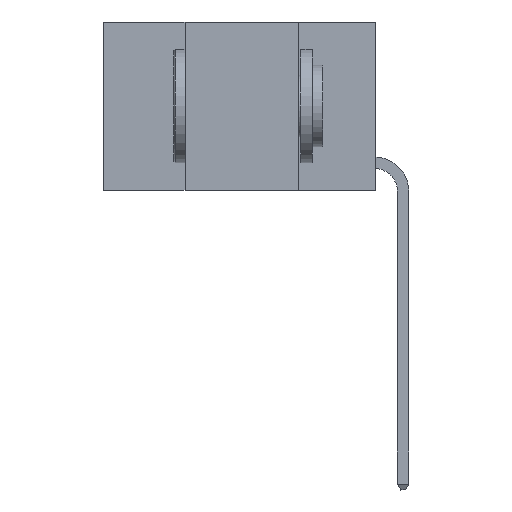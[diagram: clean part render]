
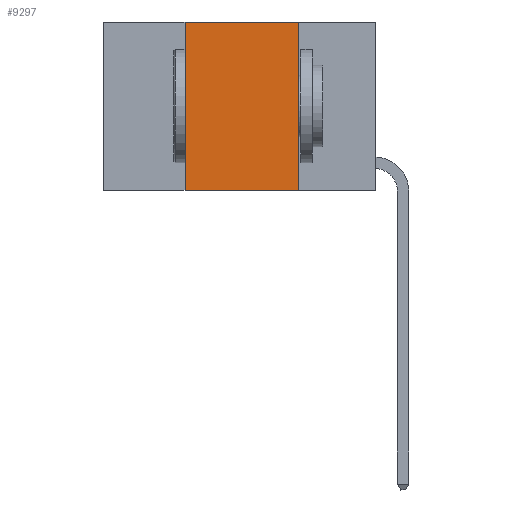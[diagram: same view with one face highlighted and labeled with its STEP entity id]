
A CAD part, left-side view. The second image highlights one B-rep face of the part: STEP entity #9297.
In plain terms, the highlighted planar face has unit normal (-1, 0, 0).
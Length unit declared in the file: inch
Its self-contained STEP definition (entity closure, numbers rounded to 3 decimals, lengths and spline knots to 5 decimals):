
#200 = EDGE_CURVE ( 'NONE', #3018, #9350, #2903, .T. ) ;
#639 = CARTESIAN_POINT ( 'NONE',  ( 0., 0.6, 0. ) ) ;
#1286 = VERTEX_POINT ( 'NONE', #2669 ) ;
#1321 = VECTOR ( 'NONE', #9218, 39.37008 ) ;
#2156 = PLANE ( 'NONE',  #4547 ) ;
#2471 = LINE ( 'NONE', #639, #3917 ) ;
#2520 = CARTESIAN_POINT ( 'NONE',  ( 0., 0.17, 0. ) ) ;
#2669 = CARTESIAN_POINT ( 'NONE',  ( 0., 0.42, 0. ) ) ;
#2903 = LINE ( 'NONE', #6490, #4744 ) ;
#3018 = VERTEX_POINT ( 'NONE', #6523 ) ;
#3577 = VECTOR ( 'NONE', #9681, 39.37008 ) ;
#3880 = CARTESIAN_POINT ( 'NONE',  ( 0., 0.17, -0.37 ) ) ;
#3917 = VECTOR ( 'NONE', #11566, 39.37008 ) ;
#3999 = CARTESIAN_POINT ( 'NONE',  ( 0., 0.6, 0. ) ) ;
#4547 = AXIS2_PLACEMENT_3D ( 'NONE', #3999, #4881, #9287 ) ;
#4744 = VECTOR ( 'NONE', #9260, 39.37008 ) ;
#4881 = DIRECTION ( 'NONE',  ( 1., 0., 0. ) ) ;
#5063 = EDGE_CURVE ( 'NONE', #3018, #1286, #7299, .T. ) ;
#5713 = ORIENTED_EDGE ( 'NONE', *, *, #5063, .F. ) ;
#5831 = EDGE_CURVE ( 'NONE', #1286, #6252, #2471, .T. ) ;
#6252 = VERTEX_POINT ( 'NONE', #2520 ) ;
#6490 = CARTESIAN_POINT ( 'NONE',  ( 0., 0.6, -0.37 ) ) ;
#6523 = CARTESIAN_POINT ( 'NONE',  ( 0., 0.42, -0.37 ) ) ;
#6707 = ORIENTED_EDGE ( 'NONE', *, *, #8470, .F. ) ;
#6774 = ORIENTED_EDGE ( 'NONE', *, *, #200, .T. ) ;
#7299 = LINE ( 'NONE', #9035, #1321 ) ;
#7700 = CARTESIAN_POINT ( 'NONE',  ( 0., 0.17, 0. ) ) ;
#8470 = EDGE_CURVE ( 'NONE', #6252, #9350, #11391, .T. ) ;
#8754 = EDGE_LOOP ( 'NONE', ( #6707, #10145, #5713, #6774 ) ) ;
#9035 = CARTESIAN_POINT ( 'NONE',  ( 0., 0.42, 0. ) ) ;
#9218 = DIRECTION ( 'NONE',  ( 0., 0., 1. ) ) ;
#9260 = DIRECTION ( 'NONE',  ( 0., -1., 0. ) ) ;
#9287 = DIRECTION ( 'NONE',  ( 0., 0., -1. ) ) ;
#9297 = ADVANCED_FACE ( 'NONE', ( #10209 ), #2156, .F. ) ;
#9350 = VERTEX_POINT ( 'NONE', #3880 ) ;
#9681 = DIRECTION ( 'NONE',  ( 0., 0., -1. ) ) ;
#10145 = ORIENTED_EDGE ( 'NONE', *, *, #5831, .F. ) ;
#10209 = FACE_OUTER_BOUND ( 'NONE', #8754, .T. ) ;
#11391 = LINE ( 'NONE', #7700, #3577 ) ;
#11566 = DIRECTION ( 'NONE',  ( 0., -1., 0. ) ) ;
